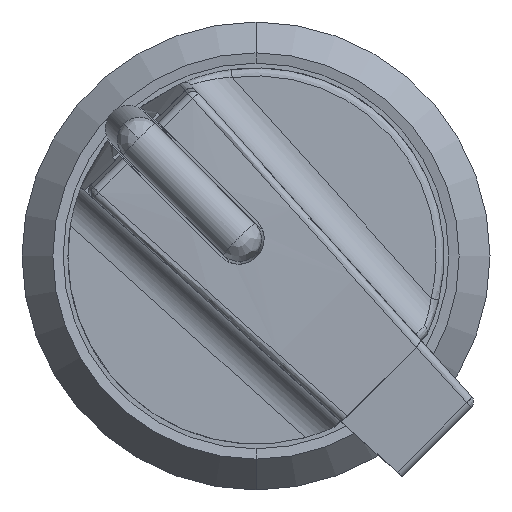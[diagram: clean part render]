
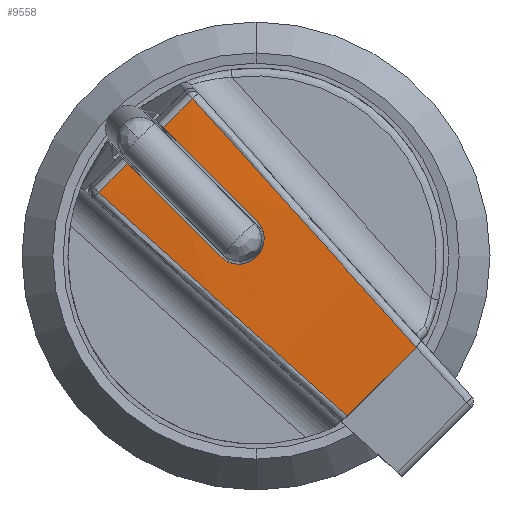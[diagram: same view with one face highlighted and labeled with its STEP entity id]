
A CAD part, front view. The second image highlights one B-rep face of the part: STEP entity #9558.
In plain terms, the highlighted cylindrical face has radius 101 mm (diameter 202 mm), a partial arc.
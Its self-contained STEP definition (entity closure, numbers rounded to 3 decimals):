
#351 = CARTESIAN_POINT ( 'NONE',  ( -9.92, -27.11, 4.007 ) ) ;
#398 = CARTESIAN_POINT ( 'NONE',  ( 0.504, -27.542, 0.879 ) ) ;
#442 = CARTESIAN_POINT ( 'NONE',  ( -1.192, -27.542, -0.514 ) ) ;
#458 = CARTESIAN_POINT ( 'NONE',  ( 0.045, -27.537, 2.218 ) ) ;
#550 = DIRECTION ( 'NONE',  ( 0.707, 0., 0.707 ) ) ;
#565 = B_SPLINE_CURVE_WITH_KNOTS ( 'NONE', 3,
 ( #13485, #13576, #13116, #13069 ),
 .UNSPECIFIED., .F., .F.,
 ( 4, 4 ),
 ( 0., 1. ),
 .UNSPECIFIED. ) ;
#1426 = CARTESIAN_POINT ( 'NONE',  ( 0.772, 73.458, 1.491 ) ) ;
#1453 = VECTOR ( 'NONE', #13819, 1000. ) ;
#1487 = CARTESIAN_POINT ( 'NONE',  ( 0.12, -27.538, 2.143 ) ) ;
#1535 = CARTESIAN_POINT ( 'NONE',  ( 0.432, -27.541, 0.572 ) ) ;
#1578 = AXIS2_PLACEMENT_3D ( 'NONE', #1426, #9334, #2598 ) ;
#1581 = CARTESIAN_POINT ( 'NONE',  ( -1.502, -27.542, -0.462 ) ) ;
#1613 = CARTESIAN_POINT ( 'NONE',  ( 5.737, -26.861, -10.104 ) ) ;
#1653 = CARTESIAN_POINT ( 'NONE',  ( -5.292, -27.542, -0.164 ) ) ;
#2311 = CARTESIAN_POINT ( 'NONE',  ( -8.095, -27.109, 5.832 ) ) ;
#2334 = ORIENTED_EDGE ( 'NONE', *, *, #3677, .T. ) ;
#2598 = DIRECTION ( 'NONE',  ( 0.707, 0., -0.707 ) ) ;
#2599 = CARTESIAN_POINT ( 'NONE',  ( -9.92, -27.11, 4.007 ) ) ;
#2690 = CARTESIAN_POINT ( 'NONE',  ( 0.194, -27.54, 0.104 ) ) ;
#2753 = CARTESIAN_POINT ( 'NONE',  ( -1.894, -27.54, -0.311 ) ) ;
#2901 = CARTESIAN_POINT ( 'NONE',  ( 4.877, -27.542, 0.064 ) ) ;
#3031 = CIRCLE ( 'NONE', #1578, 101. ) ;
#3098 = CARTESIAN_POINT ( 'NONE',  ( 10.104, -26.861, -5.737 ) ) ;
#3383 = EDGE_CURVE ( 'NONE', #3973, #6712, #565, .T. ) ;
#3440 = VECTOR ( 'NONE', #11833, 1000. ) ;
#3677 = EDGE_CURVE ( 'NONE', #14257, #3973, #14026, .T. ) ;
#3719 = B_SPLINE_CURVE_WITH_KNOTS ( 'NONE', 3,
 ( #12442, #5708, #13512, #6841 ),
 .UNSPECIFIED., .F., .F.,
 ( 4, 4 ),
 ( 0., 1. ),
 .UNSPECIFIED. ) ;
#3805 = CARTESIAN_POINT ( 'NONE',  ( 0.302, -27.54, 1.889 ) ) ;
#3860 = CARTESIAN_POINT ( 'NONE',  ( -0.11, -27.54, -0.186 ) ) ;
#3892 = CARTESIAN_POINT ( 'NONE',  ( -1.491, 73.458, -0.772 ) ) ;
#3909 = CARTESIAN_POINT ( 'NONE',  ( -2.218, -27.537, -0.045 ) ) ;
#3973 = VERTEX_POINT ( 'NONE', #10696 ) ;
#4346 = EDGE_CURVE ( 'NONE', #14257, #13173, #13447, .T. ) ;
#4369 = EDGE_CURVE ( 'NONE', #13173, #13647, #13640, .T. ) ;
#4638 = EDGE_CURVE ( 'NONE', #13258, #7057, #3031, .T. ) ;
#4701 = EDGE_CURVE ( 'NONE', #7057, #13647, #8472, .T. ) ;
#4761 = CARTESIAN_POINT ( 'NONE',  ( -6.963, -27.109, 6.963 ) ) ;
#4805 = EDGE_CURVE ( 'NONE', #6712, #6309, #9375, .T. ) ;
#4833 = AXIS2_PLACEMENT_3D ( 'NONE', #3892, #11734, #5004 ) ;
#4896 = EDGE_CURVE ( 'NONE', #6309, #11672, #10014, .T. ) ;
#4928 = CARTESIAN_POINT ( 'NONE',  ( 0.432, -27.542, 1.602 ) ) ;
#4967 = CARTESIAN_POINT ( 'NONE',  ( -0.377, -27.541, -0.352 ) ) ;
#4974 = LINE ( 'NONE', #4761, #1453 ) ;
#5004 = DIRECTION ( 'NONE',  ( 0.707, 0., -0.707 ) ) ;
#5136 = DIRECTION ( 'NONE',  ( 0.707, 0., -0.707 ) ) ;
#5175 = EDGE_CURVE ( 'NONE', #11672, #7133, #3719, .T. ) ;
#5402 = EDGE_CURVE ( 'NONE', #7133, #13258, #4974, .T. ) ;
#5464 = ORIENTED_EDGE ( 'NONE', *, *, #4638, .T. ) ;
#5708 = CARTESIAN_POINT ( 'NONE',  ( 0.164, -27.542, 5.292 ) ) ;
#6063 = CARTESIAN_POINT ( 'NONE',  ( 0.503, -27.542, 1.298 ) ) ;
#6114 = CARTESIAN_POINT ( 'NONE',  ( -0.671, -27.541, -0.462 ) ) ;
#6278 = ORIENTED_EDGE ( 'NONE', *, *, #3383, .T. ) ;
#6309 = VERTEX_POINT ( 'NONE', #14205 ) ;
#6712 = VERTEX_POINT ( 'NONE', #1613 ) ;
#6841 = CARTESIAN_POINT ( 'NONE',  ( -4.007, -27.109, 9.919 ) ) ;
#6917 = CARTESIAN_POINT ( 'NONE',  ( -5.832, -27.109, 8.095 ) ) ;
#6940 = CARTESIAN_POINT ( 'NONE',  ( 2.254, -27.542, 2.973 ) ) ;
#7057 = VERTEX_POINT ( 'NONE', #458 ) ;
#7133 = VERTEX_POINT ( 'NONE', #11856 ) ;
#7193 = CARTESIAN_POINT ( 'NONE',  ( 0.514, -27.542, 0.983 ) ) ;
#7223 = CARTESIAN_POINT ( 'NONE',  ( -10.3, -27.109, 3.626 ) ) ;
#7238 = CARTESIAN_POINT ( 'NONE',  ( -0.982, -27.542, -0.514 ) ) ;
#7542 = ORIENTED_EDGE ( 'NONE', *, *, #4805, .T. ) ;
#7888 = ORIENTED_EDGE ( 'NONE', *, *, #4369, .F. ) ;
#8299 = CARTESIAN_POINT ( 'NONE',  ( 0.463, -27.541, 0.673 ) ) ;
#8351 = CARTESIAN_POINT ( 'NONE',  ( -1.298, -27.542, -0.503 ) ) ;
#8472 = B_SPLINE_CURVE_WITH_KNOTS ( 'NONE', 3,
 ( #13749, #1487, #10528, #3805, #11654, #4928, #12781, #6063, #13830, #7193, #398, #8299, #1535, #9438, #2690, #10573, #3860, #11703, #4967, #12824, #6114, #13870, #7238, #442, #8351, #1581, #9488, #2753, #10613, #3909 ),
 .UNSPECIFIED., .F., .F.,
 ( 4, 2, 2, 2, 2, 2, 2, 2, 2, 2, 2, 2, 2, 2, 4 ),
 ( -0.004, -0.004, -0.003, -0.003, -0.003, -0.002, -0.002, -0.001, -0.001, -0.001, 0., 0., 0., 0., 0.001 ),
 .UNSPECIFIED. ) ;
#8617 = CARTESIAN_POINT ( 'NONE',  ( -2.218, -27.537, -0.045 ) ) ;
#9334 = DIRECTION ( 'NONE',  ( 0.707, 0., 0.707 ) ) ;
#9375 = LINE ( 'NONE', #13998, #3440 ) ;
#9438 = CARTESIAN_POINT ( 'NONE',  ( 0.313, -27.541, 0.283 ) ) ;
#9468 = FACE_OUTER_BOUND ( 'NONE', #9907, .T. ) ;
#9488 = CARTESIAN_POINT ( 'NONE',  ( -1.602, -27.542, -0.432 ) ) ;
#9501 = AXIS2_PLACEMENT_3D ( 'NONE', #12927, #550, #5136 ) ;
#9558 = ADVANCED_FACE ( 'NONE', ( #9468 ), #9992, .T. ) ;
#9653 = CARTESIAN_POINT ( 'NONE',  ( -7.61, -27.398, 1.926 ) ) ;
#9831 = CARTESIAN_POINT ( 'NONE',  ( 7.5, -27.314, -2.846 ) ) ;
#9907 = EDGE_LOOP ( 'NONE', ( #5464, #10275, #7888, #10878, #2334, #6278, #7542, #13875, #11681, #10514 ) ) ;
#9992 = CYLINDRICAL_SURFACE ( 'NONE', #9501, 101. ) ;
#10014 = B_SPLINE_CURVE_WITH_KNOTS ( 'NONE', 3,
 ( #3098, #9831, #2901, #13194 ),
 .UNSPECIFIED., .F., .F.,
 ( 4, 4 ),
 ( 0., 1. ),
 .UNSPECIFIED. ) ;
#10275 = ORIENTED_EDGE ( 'NONE', *, *, #4701, .T. ) ;
#10514 = ORIENTED_EDGE ( 'NONE', *, *, #5402, .T. ) ;
#10528 = CARTESIAN_POINT ( 'NONE',  ( 0.186, -27.539, 2.062 ) ) ;
#10573 = CARTESIAN_POINT ( 'NONE',  ( -0.03, -27.54, -0.12 ) ) ;
#10613 = CARTESIAN_POINT ( 'NONE',  ( -2.068, -27.539, -0.194 ) ) ;
#10696 = CARTESIAN_POINT ( 'NONE',  ( -2.973, -27.542, -2.254 ) ) ;
#10878 = ORIENTED_EDGE ( 'NONE', *, *, #4346, .F. ) ;
#11210 = VECTOR ( 'NONE', #13855, 1000. ) ;
#11654 = CARTESIAN_POINT ( 'NONE',  ( 0.352, -27.541, 1.795 ) ) ;
#11672 = VERTEX_POINT ( 'NONE', #6940 ) ;
#11681 = ORIENTED_EDGE ( 'NONE', *, *, #5175, .T. ) ;
#11703 = CARTESIAN_POINT ( 'NONE',  ( -0.284, -27.541, -0.302 ) ) ;
#11734 = DIRECTION ( 'NONE',  ( 0.707, 0., 0.707 ) ) ;
#11833 = DIRECTION ( 'NONE',  ( 0.707, 0., 0.707 ) ) ;
#11856 = CARTESIAN_POINT ( 'NONE',  ( -4.007, -27.109, 9.919 ) ) ;
#12442 = CARTESIAN_POINT ( 'NONE',  ( 2.254, -27.542, 2.973 ) ) ;
#12781 = CARTESIAN_POINT ( 'NONE',  ( 0.462, -27.542, 1.502 ) ) ;
#12824 = CARTESIAN_POINT ( 'NONE',  ( -0.571, -27.541, -0.432 ) ) ;
#12927 = CARTESIAN_POINT ( 'NONE',  ( -0.36, 73.458, 0.36 ) ) ;
#13069 = CARTESIAN_POINT ( 'NONE',  ( 5.737, -26.861, -10.104 ) ) ;
#13116 = CARTESIAN_POINT ( 'NONE',  ( 2.846, -27.314, -7.5 ) ) ;
#13173 = VERTEX_POINT ( 'NONE', #2311 ) ;
#13194 = CARTESIAN_POINT ( 'NONE',  ( 2.254, -27.542, 2.973 ) ) ;
#13258 = VERTEX_POINT ( 'NONE', #6917 ) ;
#13447 = LINE ( 'NONE', #7223, #11210 ) ;
#13485 = CARTESIAN_POINT ( 'NONE',  ( -2.973, -27.542, -2.254 ) ) ;
#13512 = CARTESIAN_POINT ( 'NONE',  ( -1.926, -27.398, 7.61 ) ) ;
#13576 = CARTESIAN_POINT ( 'NONE',  ( -0.064, -27.542, -4.877 ) ) ;
#13640 = CIRCLE ( 'NONE', #4833, 101. ) ;
#13647 = VERTEX_POINT ( 'NONE', #8617 ) ;
#13749 = CARTESIAN_POINT ( 'NONE',  ( 0.045, -27.537, 2.218 ) ) ;
#13819 = DIRECTION ( 'NONE',  ( -0.707, 0., -0.707 ) ) ;
#13830 = CARTESIAN_POINT ( 'NONE',  ( 0.514, -27.542, 1.192 ) ) ;
#13855 = DIRECTION ( 'NONE',  ( 0.707, 0., 0.707 ) ) ;
#13870 = CARTESIAN_POINT ( 'NONE',  ( -0.876, -27.542, -0.503 ) ) ;
#13875 = ORIENTED_EDGE ( 'NONE', *, *, #4896, .T. ) ;
#13998 = CARTESIAN_POINT ( 'NONE',  ( 7.92, -26.861, -7.92 ) ) ;
#14026 = B_SPLINE_CURVE_WITH_KNOTS ( 'NONE', 3,
 ( #351, #9653, #1653, #14457 ),
 .UNSPECIFIED., .F., .F.,
 ( 4, 4 ),
 ( 0., 1. ),
 .UNSPECIFIED. ) ;
#14205 = CARTESIAN_POINT ( 'NONE',  ( 10.104, -26.861, -5.737 ) ) ;
#14257 = VERTEX_POINT ( 'NONE', #2599 ) ;
#14457 = CARTESIAN_POINT ( 'NONE',  ( -2.973, -27.542, -2.254 ) ) ;
